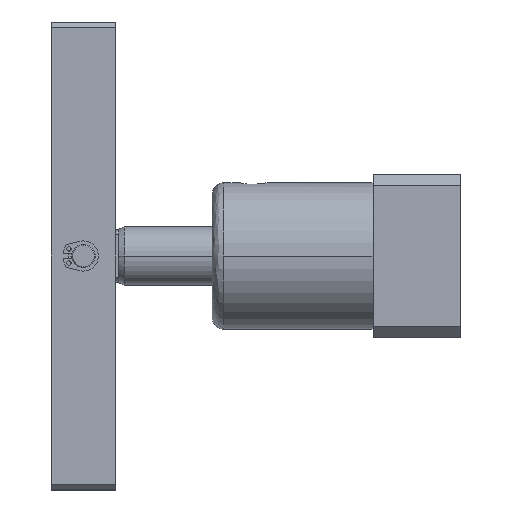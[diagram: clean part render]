
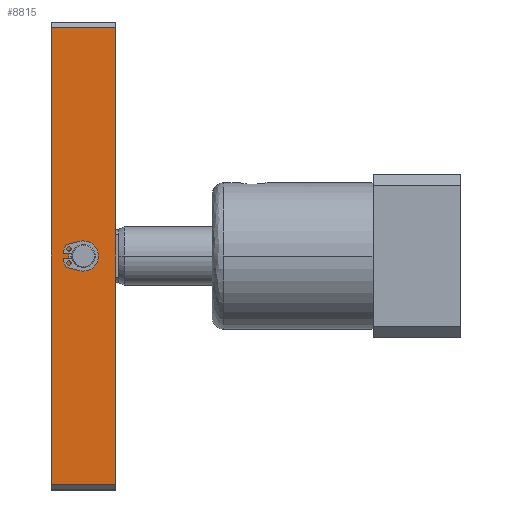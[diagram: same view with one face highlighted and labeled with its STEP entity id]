
A CAD part, left-side view. The second image highlights one B-rep face of the part: STEP entity #8815.
In plain terms, the highlighted face is planar.
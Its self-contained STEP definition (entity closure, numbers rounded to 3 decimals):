
#51 = LINE ( 'NONE', #6055, #9674 ) ;
#524 = EDGE_CURVE ( 'NONE', #9328, #13005, #14538, .T. ) ;
#603 = VECTOR ( 'NONE', #10294, 1000. ) ;
#681 = CARTESIAN_POINT ( 'NONE',  ( -80., 0., -11. ) ) ;
#1032 = ORIENTED_EDGE ( 'NONE', *, *, #3770, .T. ) ;
#1214 = CARTESIAN_POINT ( 'NONE',  ( 78., 0., -11. ) ) ;
#1230 = CARTESIAN_POINT ( 'NONE',  ( 0., 6., -11. ) ) ;
#1258 = AXIS2_PLACEMENT_3D ( 'NONE', #12222, #4312, #13514 ) ;
#1702 = EDGE_LOOP ( 'NONE', ( #1032, #9022 ) ) ;
#1758 = CARTESIAN_POINT ( 'NONE',  ( 0., 11., -11. ) ) ;
#2055 = EDGE_CURVE ( 'NONE', #10820, #13374, #16035, .T. ) ;
#2091 = CARTESIAN_POINT ( 'NONE',  ( 78., 0., -11. ) ) ;
#2498 = CARTESIAN_POINT ( 'NONE',  ( -78., 0., -11. ) ) ;
#2958 = AXIS2_PLACEMENT_3D ( 'NONE', #2091, #8607, #4686 ) ;
#3030 = DIRECTION ( 'NONE',  ( 0., 1., 0. ) ) ;
#3770 = EDGE_CURVE ( 'NONE', #14839, #15600, #6945, .T. ) ;
#4312 = DIRECTION ( 'NONE',  ( 0., 0., 1. ) ) ;
#4686 = DIRECTION ( 'NONE',  ( -1., 0., 0. ) ) ;
#5347 = CIRCLE ( 'NONE', #1258, 5. ) ;
#6055 = CARTESIAN_POINT ( 'NONE',  ( 78., 0., -11. ) ) ;
#6176 = FACE_OUTER_BOUND ( 'NONE', #9432, .T. ) ;
#6179 = ORIENTED_EDGE ( 'NONE', *, *, #2055, .T. ) ;
#6945 = CIRCLE ( 'NONE', #16865, 5. ) ;
#7082 = CARTESIAN_POINT ( 'NONE',  ( 78., 22., -11. ) ) ;
#7191 = CARTESIAN_POINT ( 'NONE',  ( -78., 0., -11. ) ) ;
#7209 = LINE ( 'NONE', #2498, #13794 ) ;
#8575 = CARTESIAN_POINT ( 'NONE',  ( 0., 16., -11. ) ) ;
#8607 = DIRECTION ( 'NONE',  ( 0., 0., -1. ) ) ;
#8815 = ADVANCED_FACE ( 'NONE', ( #6176, #16267 ), #12601, .T. ) ;
#9022 = ORIENTED_EDGE ( 'NONE', *, *, #14565, .T. ) ;
#9034 = DIRECTION ( 'NONE',  ( 0., -1., 0. ) ) ;
#9037 = VECTOR ( 'NONE', #13790, 1000. ) ;
#9197 = ORIENTED_EDGE ( 'NONE', *, *, #10412, .T. ) ;
#9328 = VERTEX_POINT ( 'NONE', #7082 ) ;
#9432 = EDGE_LOOP ( 'NONE', ( #13647, #13103, #9197, #6179 ) ) ;
#9674 = VECTOR ( 'NONE', #16133, 1000. ) ;
#10294 = DIRECTION ( 'NONE',  ( -1., 0., 0. ) ) ;
#10412 = EDGE_CURVE ( 'NONE', #9328, #10820, #51, .T. ) ;
#10820 = VERTEX_POINT ( 'NONE', #1214 ) ;
#10848 = CARTESIAN_POINT ( 'NONE',  ( -80., 22., -11. ) ) ;
#10929 = DIRECTION ( 'NONE',  ( 0., 0., 1. ) ) ;
#12222 = CARTESIAN_POINT ( 'NONE',  ( 0., 11., -11. ) ) ;
#12601 = PLANE ( 'NONE',  #2958 ) ;
#13005 = VERTEX_POINT ( 'NONE', #16742 ) ;
#13103 = ORIENTED_EDGE ( 'NONE', *, *, #524, .F. ) ;
#13374 = VERTEX_POINT ( 'NONE', #7191 ) ;
#13514 = DIRECTION ( 'NONE',  ( 0., 1., 0. ) ) ;
#13647 = ORIENTED_EDGE ( 'NONE', *, *, #15011, .F. ) ;
#13790 = DIRECTION ( 'NONE',  ( -1., 0., 0. ) ) ;
#13794 = VECTOR ( 'NONE', #9034, 1000. ) ;
#14538 = LINE ( 'NONE', #10848, #603 ) ;
#14565 = EDGE_CURVE ( 'NONE', #15600, #14839, #5347, .T. ) ;
#14839 = VERTEX_POINT ( 'NONE', #8575 ) ;
#15011 = EDGE_CURVE ( 'NONE', #13005, #13374, #7209, .T. ) ;
#15600 = VERTEX_POINT ( 'NONE', #1230 ) ;
#16035 = LINE ( 'NONE', #681, #9037 ) ;
#16133 = DIRECTION ( 'NONE',  ( 0., -1., 0. ) ) ;
#16267 = FACE_BOUND ( 'NONE', #1702, .T. ) ;
#16742 = CARTESIAN_POINT ( 'NONE',  ( -78., 22., -11. ) ) ;
#16865 = AXIS2_PLACEMENT_3D ( 'NONE', #1758, #10929, #3030 ) ;
